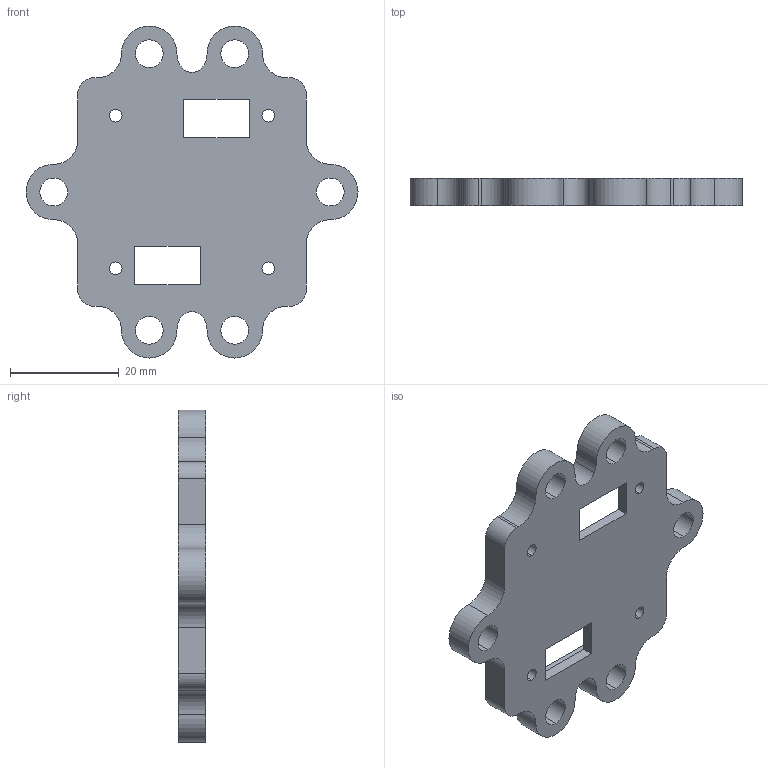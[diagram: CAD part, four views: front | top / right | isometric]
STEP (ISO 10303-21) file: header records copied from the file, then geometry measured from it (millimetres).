
FILE_DESCRIPTION (( 'STEP AP214' ), '1' );
FILE_NAME ('ELP_Mount_Bottom.STEP', '2023-11-06T19:59:45', ( '' ), ( '' ), 'SwSTEP 2.0', 'SolidWorks 2022', '' );
FILE_SCHEMA (( 'AUTOMOTIVE_DESIGN' ));
Length unit declared in the file: inch
Products named in the file (1): ELP_Mount_Bottom
Bounding box: 60.99 x 5 x 60.99 mm (x, y, z)
Volume: 6286.8 mm3; surface area: 6303.4 mm2
Topology: 1 solids, 1 shells, 70 faces, 201 edges, 134 vertices
Faces by surface type: cylinder 47, plane 23
Entity records: 2427 total; most frequent: DIRECTION 437, CARTESIAN_POINT 406, ORIENTED_EDGE 402, EDGE_CURVE 201, AXIS2_PLACEMENT_3D 165, VERTEX_POINT 134, LINE 107, VECTOR 107
